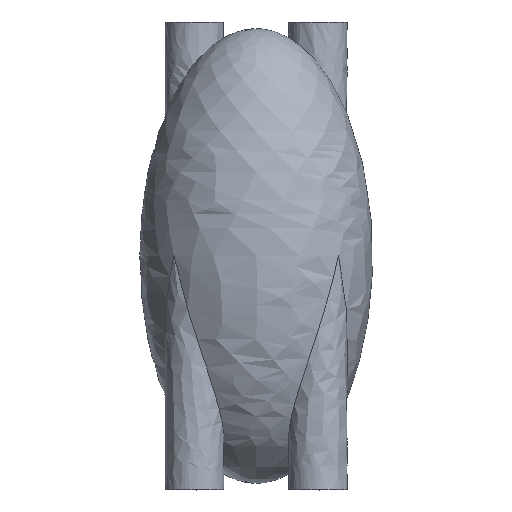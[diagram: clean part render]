
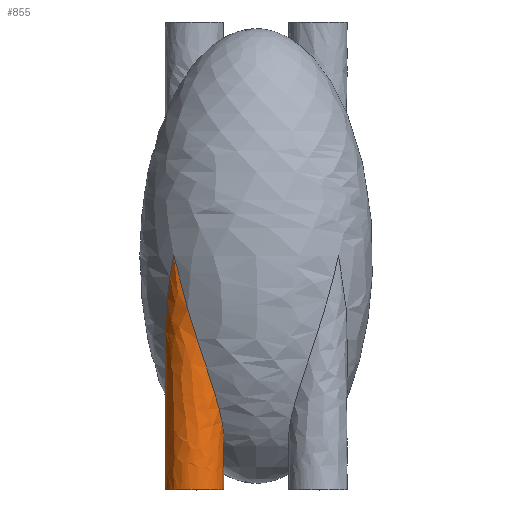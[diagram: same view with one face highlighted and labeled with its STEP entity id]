
A CAD part, top view. The second image highlights one B-rep face of the part: STEP entity #855.
In plain terms, the highlighted free-form (B-spline) face has degree [1, 2] with [2, 9] control points.
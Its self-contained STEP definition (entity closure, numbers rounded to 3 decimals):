
#855 = ADVANCED_FACE('',(#856),#924,.T.);
#856 = FACE_BOUND('',#857,.T.);
#857 = EDGE_LOOP('',(#858,#893,#904,#911,#923));
#858 = ORIENTED_EDGE('',*,*,#859,.F.);
#859 = EDGE_CURVE('',#860,#862,#864,.T.);
#860 = VERTEX_POINT('',#861);
#861 = CARTESIAN_POINT('',(-66.822,0.,66.822));
#862 = VERTEX_POINT('',#863);
#863 = CARTESIAN_POINT('',(-73.789,-61.287,50.));
#864 = B_SPLINE_CURVE_WITH_KNOTS('',3,(#865,#866,#867,#868,#869,#870,
    #871,#872,#873,#874,#875,#876,#877,#878,#879,#880,#881,#882,#883,
    #884,#885,#886,#887,#888,#889,#890,#891,#892),.UNSPECIFIED.,.F.,.F.,
  (4,2,2,2,2,2,2,2,2,2,2,2,2,4),(-51.686,-51.676,
    -42.569,-35.645,-30.119,-27.675,
    -26.082,-24.897,-23.72,-22.277,
    -20.363,-17.125,-10.836,-6.439),
  .UNSPECIFIED.);
#865 = CARTESIAN_POINT('',(-66.822,0.,
    66.822));
#866 = CARTESIAN_POINT('',(-66.816,-0.027,
    66.827));
#867 = CARTESIAN_POINT('',(-66.81,-0.054,
    66.833));
#868 = CARTESIAN_POINT('',(-61.155,-26.946,
    72.476));
#869 = CARTESIAN_POINT('',(-53.039,-52.258,
    74.912));
#870 = CARTESIAN_POINT('',(-39.254,-93.965,
    72.077));
#871 = CARTESIAN_POINT('',(-33.998,-109.552,
    68.608));
#872 = CARTESIAN_POINT('',(-27.764,-133.04,
    59.73));
#873 = CARTESIAN_POINT('',(-26.266,-141.383,
    55.038));
#874 = CARTESIAN_POINT('',(-26.188,-150.364,
    48.161));
#875 = CARTESIAN_POINT('',(-26.439,-153.046,
    45.767));
#876 = CARTESIAN_POINT('',(-27.693,-156.679,
    41.555));
#877 = CARTESIAN_POINT('',(-28.416,-157.94,
    39.788));
#878 = CARTESIAN_POINT('',(-30.227,-159.491,
    36.684));
#879 = CARTESIAN_POINT('',(-31.16,-159.932,35.38
    ));
#880 = CARTESIAN_POINT('',(-33.367,-160.243,
    32.913));
#881 = CARTESIAN_POINT('',(-34.578,-160.107,
    31.815));
#882 = CARTESIAN_POINT('',(-37.456,-159.208,
    29.691));
#883 = CARTESIAN_POINT('',(-39.08,-158.337,
    28.796));
#884 = CARTESIAN_POINT('',(-42.751,-155.787,
    27.228));
#885 = CARTESIAN_POINT('',(-44.77,-153.934,
    26.718));
#886 = CARTESIAN_POINT('',(-49.718,-148.623,
    26.006));
#887 = CARTESIAN_POINT('',(-52.908,-144.308,
    26.176));
#888 = CARTESIAN_POINT('',(-61.951,-128.688,
    28.526));
#889 = CARTESIAN_POINT('',(-67.152,-115.222,
    32.377));
#890 = CARTESIAN_POINT('',(-72.621,-87.156,
    41.444));
#891 = CARTESIAN_POINT('',(-73.789,-74.695,
    45.688));
#892 = CARTESIAN_POINT('',(-73.789,-61.287,50.));
#893 = ORIENTED_EDGE('',*,*,#894,.F.);
#894 = EDGE_CURVE('',#862,#860,#895,.T.);
#895 = B_SPLINE_CURVE_WITH_KNOTS('',3,(#896,#897,#898,#899,#900,#901,
    #902,#903),.UNSPECIFIED.,.F.,.F.,(4,2,2,4),(-6.439,
    -5.228,0.,0.009),.UNSPECIFIED.);
#896 = CARTESIAN_POINT('',(-73.789,-61.287,50.));
#897 = CARTESIAN_POINT('',(-73.789,-57.594,
    51.188));
#898 = CARTESIAN_POINT('',(-73.7,-53.829,
    52.38));
#899 = CARTESIAN_POINT('',(-72.744,-33.422,
    58.689));
#900 = CARTESIAN_POINT('',(-70.344,-16.786,
    63.292));
#901 = CARTESIAN_POINT('',(-66.833,-0.054,
    66.81));
#902 = CARTESIAN_POINT('',(-66.827,-0.027,
    66.816));
#903 = CARTESIAN_POINT('',(-66.822,0.,
    66.822));
#904 = ORIENTED_EDGE('',*,*,#905,.T.);
#905 = EDGE_CURVE('',#862,#906,#908,.T.);
#906 = VERTEX_POINT('',#907);
#907 = CARTESIAN_POINT('',(-73.789,-190.,50.));
#908 = B_SPLINE_CURVE_WITH_KNOTS('',1,(#909,#910),.UNSPECIFIED.,.F.,.F.,
  (2,2),(-5.411,0.),.PIECEWISE_BEZIER_KNOTS.);
#909 = CARTESIAN_POINT('',(-73.789,-61.287,50.));
#910 = CARTESIAN_POINT('',(-73.789,-190.,50.));
#911 = ORIENTED_EDGE('',*,*,#912,.T.);
#912 = EDGE_CURVE('',#906,#906,#913,.T.);
#913 = ( BOUNDED_CURVE() B_SPLINE_CURVE(2,(#914,#915,#916,#917,#918,#919
,#920,#921,#922),.UNSPECIFIED.,.T.,.F.) B_SPLINE_CURVE_WITH_KNOTS((3,2,2
    ,2,3),(-3.142,-1.571,0.,1.571,
3.142),.UNSPECIFIED.) CURVE() GEOMETRIC_REPRESENTATION_ITEM() 
RATIONAL_B_SPLINE_CURVE((1.,0.707,1.,0.707,1.,
0.707,1.,0.707,1.)) REPRESENTATION_ITEM('') );
#914 = CARTESIAN_POINT('',(-73.789,-190.,50.));
#915 = CARTESIAN_POINT('',(-73.789,-190.,73.789));
#916 = CARTESIAN_POINT('',(-50.,-190.,73.789));
#917 = CARTESIAN_POINT('',(-26.211,-190.,73.789));
#918 = CARTESIAN_POINT('',(-26.211,-190.,50.));
#919 = CARTESIAN_POINT('',(-26.211,-190.,26.211));
#920 = CARTESIAN_POINT('',(-50.,-190.,26.211));
#921 = CARTESIAN_POINT('',(-73.789,-190.,26.211));
#922 = CARTESIAN_POINT('',(-73.789,-190.,50.));
#923 = ORIENTED_EDGE('',*,*,#905,.F.);
#924 = ( BOUNDED_SURFACE() B_SPLINE_SURFACE(1,2,(
    (#925,#926,#927,#928,#929,#930,#931,#932,#933)
    ,(#934,#935,#936,#937,#938,#939,#940,#941,#942
)),.UNSPECIFIED.,.F.,.T.,.F.) B_SPLINE_SURFACE_WITH_KNOTS((2,2),(1,2,2,2
    ,2,2,1),(0.,7.987),(-4.712,-3.142,
    -1.571,0.,1.571,3.142,4.712),
.UNSPECIFIED.) GEOMETRIC_REPRESENTATION_ITEM() RATIONAL_B_SPLINE_SURFACE
((
    (1.,0.707,1.,0.707,1.,0.707,1.
      ,0.707,1.)
    ,(1.,0.707,1.,0.707,1.,0.707,1.
,0.707,1.))) REPRESENTATION_ITEM('') SURFACE() );
#925 = CARTESIAN_POINT('',(-73.789,0.,50.));
#926 = CARTESIAN_POINT('',(-73.789,0.,73.789));
#927 = CARTESIAN_POINT('',(-50.,0.,73.789));
#928 = CARTESIAN_POINT('',(-26.211,0.,73.789));
#929 = CARTESIAN_POINT('',(-26.211,0.,50.));
#930 = CARTESIAN_POINT('',(-26.211,0.,26.211));
#931 = CARTESIAN_POINT('',(-50.,0.,26.211));
#932 = CARTESIAN_POINT('',(-73.789,0.,26.211));
#933 = CARTESIAN_POINT('',(-73.789,0.,50.));
#934 = CARTESIAN_POINT('',(-73.789,-190.,50.));
#935 = CARTESIAN_POINT('',(-73.789,-190.,73.789));
#936 = CARTESIAN_POINT('',(-50.,-190.,73.789));
#937 = CARTESIAN_POINT('',(-26.211,-190.,73.789));
#938 = CARTESIAN_POINT('',(-26.211,-190.,50.));
#939 = CARTESIAN_POINT('',(-26.211,-190.,26.211));
#940 = CARTESIAN_POINT('',(-50.,-190.,26.211));
#941 = CARTESIAN_POINT('',(-73.789,-190.,26.211));
#942 = CARTESIAN_POINT('',(-73.789,-190.,50.));
